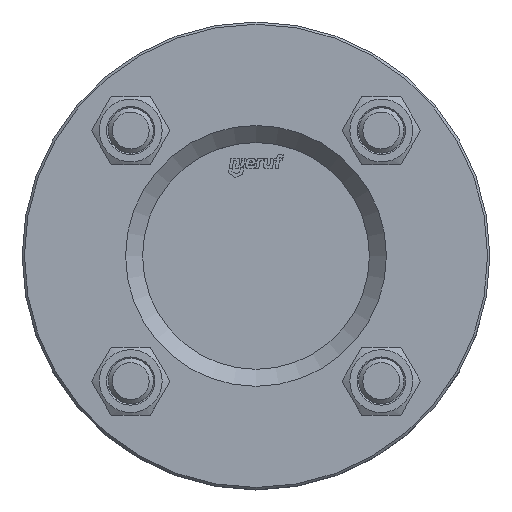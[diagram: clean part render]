
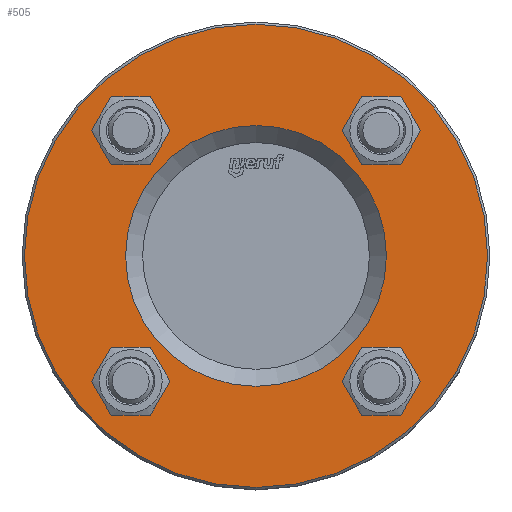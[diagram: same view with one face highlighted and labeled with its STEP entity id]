
A CAD part, top view. The second image highlights one B-rep face of the part: STEP entity #505.
In plain terms, the highlighted planar face has unit normal (0, 0, 1).
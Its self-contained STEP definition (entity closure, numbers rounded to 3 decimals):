
#64=CARTESIAN_POINT('',(-35.694,-44.194,23.));
#65=VERTEX_POINT('',#64);
#74=CARTESIAN_POINT('',(-52.694,-44.194,23.));
#75=VERTEX_POINT('',#74);
#76=CARTESIAN_POINT('',(-44.194,-44.194,23.));
#77=DIRECTION('',(0.,0.,1.));
#78=DIRECTION('',(1.,0.,-0.));
#79=AXIS2_PLACEMENT_3D('',#76,#77,#78);
#80=CIRCLE('',#79,8.5);
#81=EDGE_CURVE('NONE',#65,#75,#80,.T.);
#83=CARTESIAN_POINT('',(-44.194,-44.194,23.));
#84=DIRECTION('',(0.,0.,1.));
#85=DIRECTION('',(1.,0.,-0.));
#86=AXIS2_PLACEMENT_3D('',#83,#84,#85);
#87=CIRCLE('',#86,8.5);
#88=EDGE_CURVE('NONE',#75,#65,#87,.T.);
#115=CARTESIAN_POINT('',(52.694,-44.194,23.));
#116=VERTEX_POINT('',#115);
#125=CARTESIAN_POINT('',(35.694,-44.194,23.));
#126=VERTEX_POINT('',#125);
#127=CARTESIAN_POINT('',(44.194,-44.194,23.));
#128=DIRECTION('',(0.,0.,1.));
#129=DIRECTION('',(1.,0.,-0.));
#130=AXIS2_PLACEMENT_3D('',#127,#128,#129);
#131=CIRCLE('',#130,8.5);
#132=EDGE_CURVE('NONE',#116,#126,#131,.T.);
#134=CARTESIAN_POINT('',(44.194,-44.194,23.));
#135=DIRECTION('',(0.,0.,1.));
#136=DIRECTION('',(1.,0.,-0.));
#137=AXIS2_PLACEMENT_3D('',#134,#135,#136);
#138=CIRCLE('',#137,8.5);
#139=EDGE_CURVE('NONE',#126,#116,#138,.T.);
#166=CARTESIAN_POINT('',(52.694,44.194,23.));
#167=VERTEX_POINT('',#166);
#176=CARTESIAN_POINT('',(35.694,44.194,23.));
#177=VERTEX_POINT('',#176);
#178=CARTESIAN_POINT('',(44.194,44.194,23.));
#179=DIRECTION('',(0.,0.,1.));
#180=DIRECTION('',(1.,0.,-0.));
#181=AXIS2_PLACEMENT_3D('',#178,#179,#180);
#182=CIRCLE('',#181,8.5);
#183=EDGE_CURVE('NONE',#167,#177,#182,.T.);
#185=CARTESIAN_POINT('',(44.194,44.194,23.));
#186=DIRECTION('',(0.,0.,1.));
#187=DIRECTION('',(1.,0.,-0.));
#188=AXIS2_PLACEMENT_3D('',#185,#186,#187);
#189=CIRCLE('',#188,8.5);
#190=EDGE_CURVE('NONE',#177,#167,#189,.T.);
#217=CARTESIAN_POINT('',(-35.694,44.194,23.));
#218=VERTEX_POINT('',#217);
#227=CARTESIAN_POINT('',(-52.694,44.194,23.));
#228=VERTEX_POINT('',#227);
#229=CARTESIAN_POINT('',(-44.194,44.194,23.));
#230=DIRECTION('',(0.,0.,1.));
#231=DIRECTION('',(1.,0.,-0.));
#232=AXIS2_PLACEMENT_3D('',#229,#230,#231);
#233=CIRCLE('',#232,8.5);
#234=EDGE_CURVE('NONE',#218,#228,#233,.T.);
#236=CARTESIAN_POINT('',(-44.194,44.194,23.));
#237=DIRECTION('',(0.,0.,1.));
#238=DIRECTION('',(1.,0.,-0.));
#239=AXIS2_PLACEMENT_3D('',#236,#237,#238);
#240=CIRCLE('',#239,8.5);
#241=EDGE_CURVE('NONE',#228,#218,#240,.T.);
#429=CARTESIAN_POINT('',(46.,-0.,23.));
#430=VERTEX_POINT('',#429);
#437=CARTESIAN_POINT('',(-46.,-0.,23.));
#438=VERTEX_POINT('',#437);
#439=CARTESIAN_POINT('',(0.,0.,23.));
#440=DIRECTION('',(-0.,-0.,-1.));
#441=DIRECTION('',(1.,0.,-0.));
#442=AXIS2_PLACEMENT_3D('',#439,#440,#441);
#443=CIRCLE('',#442,46.);
#444=EDGE_CURVE('NONE',#438,#430,#443,.T.);
#446=CARTESIAN_POINT('',(0.,0.,23.));
#447=DIRECTION('',(-0.,-0.,-1.));
#448=DIRECTION('',(1.,0.,-0.));
#449=AXIS2_PLACEMENT_3D('',#446,#447,#448);
#450=CIRCLE('',#449,46.);
#451=EDGE_CURVE('NONE',#430,#438,#450,.T.);
#460=CARTESIAN_POINT('',(0.,46.,23.));
#461=DIRECTION('',(0.,0.,1.));
#462=DIRECTION('',(1.,0.,0.));
#463=AXIS2_PLACEMENT_3D('',#460,#461,#462);
#464=PLANE('',#463);
#465=CARTESIAN_POINT('',(81.7,-0.,23.));
#466=VERTEX_POINT('',#465);
#467=CARTESIAN_POINT('',(-81.7,0.,23.));
#468=VERTEX_POINT('',#467);
#469=CARTESIAN_POINT('',(0.,0.,23.));
#470=DIRECTION('',(0.,0.,1.));
#471=DIRECTION('',(1.,0.,-0.));
#472=AXIS2_PLACEMENT_3D('',#469,#470,#471);
#473=CIRCLE('',#472,81.7);
#474=EDGE_CURVE('',#466,#468,#473,.T.);
#475=ORIENTED_EDGE('',*,*,#474,.T.);
#476=CARTESIAN_POINT('',(0.,0.,23.));
#477=DIRECTION('',(0.,0.,1.));
#478=DIRECTION('',(1.,0.,-0.));
#479=AXIS2_PLACEMENT_3D('',#476,#477,#478);
#480=CIRCLE('',#479,81.7);
#481=EDGE_CURVE('',#468,#466,#480,.T.);
#482=ORIENTED_EDGE('',*,*,#481,.T.);
#483=EDGE_LOOP('',(#475,#482));
#484=FACE_BOUND('',#483,.T.);
#485=ORIENTED_EDGE('',*,*,#81,.F.);
#486=ORIENTED_EDGE('',*,*,#88,.F.);
#487=EDGE_LOOP('',(#485,#486));
#488=FACE_BOUND('',#487,.T.);
#489=ORIENTED_EDGE('',*,*,#132,.F.);
#490=ORIENTED_EDGE('',*,*,#139,.F.);
#491=EDGE_LOOP('',(#489,#490));
#492=FACE_BOUND('',#491,.T.);
#493=ORIENTED_EDGE('',*,*,#183,.F.);
#494=ORIENTED_EDGE('',*,*,#190,.F.);
#495=EDGE_LOOP('',(#493,#494));
#496=FACE_BOUND('',#495,.T.);
#497=ORIENTED_EDGE('',*,*,#234,.F.);
#498=ORIENTED_EDGE('',*,*,#241,.F.);
#499=EDGE_LOOP('',(#497,#498));
#500=FACE_BOUND('',#499,.T.);
#501=ORIENTED_EDGE('',*,*,#451,.T.);
#502=ORIENTED_EDGE('',*,*,#444,.T.);
#503=EDGE_LOOP('',(#501,#502));
#504=FACE_BOUND('',#503,.T.);
#505=ADVANCED_FACE('NONE',(#484,#488,#492,#496,#500,#504),#464,.T.);
